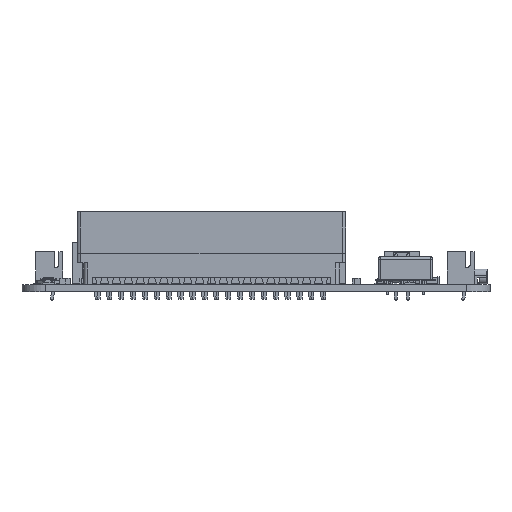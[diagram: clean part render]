
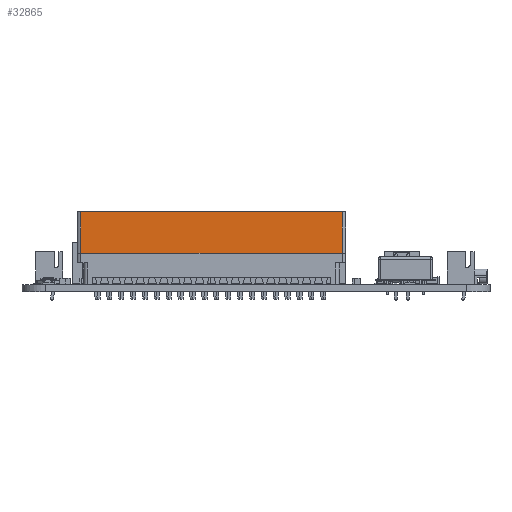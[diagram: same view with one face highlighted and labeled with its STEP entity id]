
A CAD part, left-side view. The second image highlights one B-rep face of the part: STEP entity #32865.
In plain terms, the highlighted face is planar.
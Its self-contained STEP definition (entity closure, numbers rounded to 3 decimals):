
#22301 = VERTEX_POINT('',#22302);
#22302 = CARTESIAN_POINT('',(-27.94,-4.674,-8.89));
#22309 = EDGE_CURVE('',#22301,#22310,#22312,.T.);
#22310 = VERTEX_POINT('',#22311);
#22311 = CARTESIAN_POINT('',(27.94,-4.674,-8.89));
#22312 = LINE('',#22313,#22314);
#22313 = CARTESIAN_POINT('',(-27.94,-4.674,-8.89));
#22314 = VECTOR('',#22315,1.);
#22315 = DIRECTION('',(1.,0.,0.));
#32846 = VERTEX_POINT('',#32847);
#32847 = CARTESIAN_POINT('',(27.94,-4.674,0.));
#32854 = EDGE_CURVE('',#32846,#22310,#32855,.T.);
#32855 = LINE('',#32856,#32857);
#32856 = CARTESIAN_POINT('',(27.94,-4.674,0.));
#32857 = VECTOR('',#32858,1.);
#32858 = DIRECTION('',(0.,0.,-1.));
#32865 = ADVANCED_FACE('',(#32866),#32884,.T.);
#32866 = FACE_BOUND('',#32867,.F.);
#32867 = EDGE_LOOP('',(#32868,#32876,#32882,#32883));
#32868 = ORIENTED_EDGE('',*,*,#32869,.T.);
#32869 = EDGE_CURVE('',#22301,#32870,#32872,.T.);
#32870 = VERTEX_POINT('',#32871);
#32871 = CARTESIAN_POINT('',(-27.94,-4.674,0.));
#32872 = LINE('',#32873,#32874);
#32873 = CARTESIAN_POINT('',(-27.94,-4.674,-8.89));
#32874 = VECTOR('',#32875,1.);
#32875 = DIRECTION('',(0.,0.,1.));
#32876 = ORIENTED_EDGE('',*,*,#32877,.T.);
#32877 = EDGE_CURVE('',#32870,#32846,#32878,.T.);
#32878 = LINE('',#32879,#32880);
#32879 = CARTESIAN_POINT('',(-27.94,-4.674,0.));
#32880 = VECTOR('',#32881,1.);
#32881 = DIRECTION('',(1.,0.,0.));
#32882 = ORIENTED_EDGE('',*,*,#32854,.T.);
#32883 = ORIENTED_EDGE('',*,*,#22309,.F.);
#32884 = PLANE('',#32885);
#32885 = AXIS2_PLACEMENT_3D('',#32886,#32887,#32888);
#32886 = CARTESIAN_POINT('',(-28.702,-4.674,0.));
#32887 = DIRECTION('',(0.,-1.,0.));
#32888 = DIRECTION('',(0.,0.,-1.));
